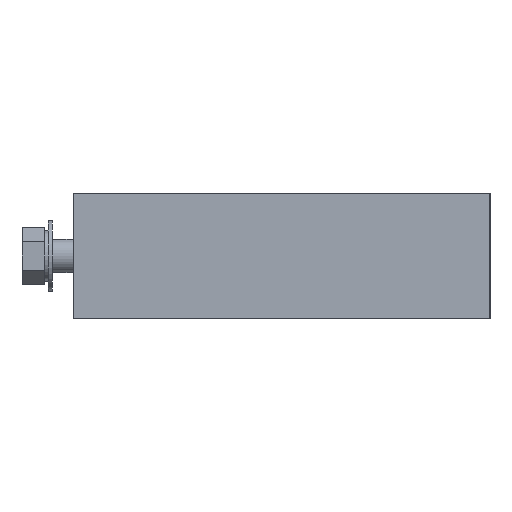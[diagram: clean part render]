
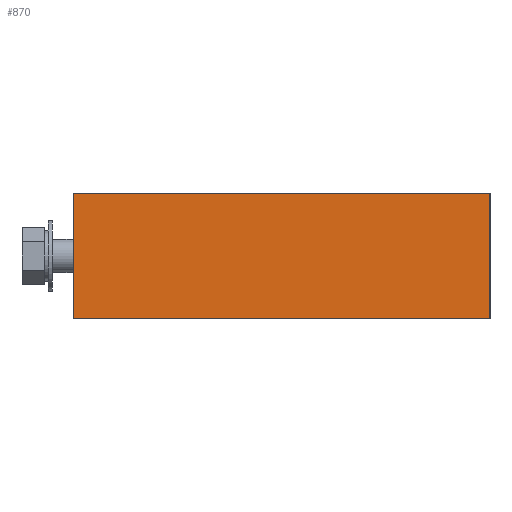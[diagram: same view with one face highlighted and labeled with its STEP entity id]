
A CAD part, left-side view. The second image highlights one B-rep face of the part: STEP entity #870.
In plain terms, the highlighted planar face has unit normal (-1, 0, 0).
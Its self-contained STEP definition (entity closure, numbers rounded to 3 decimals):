
#55 = LINE ( 'NONE', #2522, #1903 ) ;
#153 = EDGE_LOOP ( 'NONE', ( #802, #1183, #1602, #223 ) ) ;
#223 = ORIENTED_EDGE ( 'NONE', *, *, #306, .T. ) ;
#306 = EDGE_CURVE ( 'NONE', #1190, #2628, #815, .T. ) ;
#371 = VECTOR ( 'NONE', #608, 1000. ) ;
#552 = EDGE_CURVE ( 'NONE', #1190, #1934, #1938, .T. ) ;
#556 = EDGE_CURVE ( 'NONE', #2628, #1644, #55, .T. ) ;
#586 = CARTESIAN_POINT ( 'NONE',  ( 0., 100., 15. ) ) ;
#608 = DIRECTION ( 'NONE',  ( 0., 0., -1. ) ) ;
#784 = CARTESIAN_POINT ( 'NONE',  ( 0., 0., 15. ) ) ;
#802 = ORIENTED_EDGE ( 'NONE', *, *, #556, .T. ) ;
#815 = LINE ( 'NONE', #586, #371 ) ;
#870 = ADVANCED_FACE ( 'NONE', ( #2870 ), #3167, .F. ) ;
#899 = LINE ( 'NONE', #784, #984 ) ;
#984 = VECTOR ( 'NONE', #1739, 1000. ) ;
#1183 = ORIENTED_EDGE ( 'NONE', *, *, #1436, .F. ) ;
#1189 = AXIS2_PLACEMENT_3D ( 'NONE', #2869, #2573, #2553 ) ;
#1190 = VERTEX_POINT ( 'NONE', #2447 ) ;
#1436 = EDGE_CURVE ( 'NONE', #1934, #1644, #899, .T. ) ;
#1602 = ORIENTED_EDGE ( 'NONE', *, *, #552, .F. ) ;
#1644 = VERTEX_POINT ( 'NONE', #2391 ) ;
#1677 = CARTESIAN_POINT ( 'NONE',  ( 0., 0., 15. ) ) ;
#1739 = DIRECTION ( 'NONE',  ( 0., 0., -1. ) ) ;
#1903 = VECTOR ( 'NONE', #2979, 1000. ) ;
#1934 = VERTEX_POINT ( 'NONE', #1677 ) ;
#1938 = LINE ( 'NONE', #2824, #2630 ) ;
#2391 = CARTESIAN_POINT ( 'NONE',  ( 0., 0., -15. ) ) ;
#2447 = CARTESIAN_POINT ( 'NONE',  ( 0., 100., 15. ) ) ;
#2522 = CARTESIAN_POINT ( 'NONE',  ( 0., 0., -15. ) ) ;
#2553 = DIRECTION ( 'NONE',  ( 0., 0., -1. ) ) ;
#2573 = DIRECTION ( 'NONE',  ( 1., 0., 0. ) ) ;
#2628 = VERTEX_POINT ( 'NONE', #2845 ) ;
#2630 = VECTOR ( 'NONE', #3159, 1000. ) ;
#2824 = CARTESIAN_POINT ( 'NONE',  ( 0., 0., 15. ) ) ;
#2845 = CARTESIAN_POINT ( 'NONE',  ( 0., 100., -15. ) ) ;
#2869 = CARTESIAN_POINT ( 'NONE',  ( 0., 0., 15. ) ) ;
#2870 = FACE_OUTER_BOUND ( 'NONE', #153, .T. ) ;
#2979 = DIRECTION ( 'NONE',  ( 0., -1., 0. ) ) ;
#3159 = DIRECTION ( 'NONE',  ( 0., -1., 0. ) ) ;
#3167 = PLANE ( 'NONE',  #1189 ) ;
